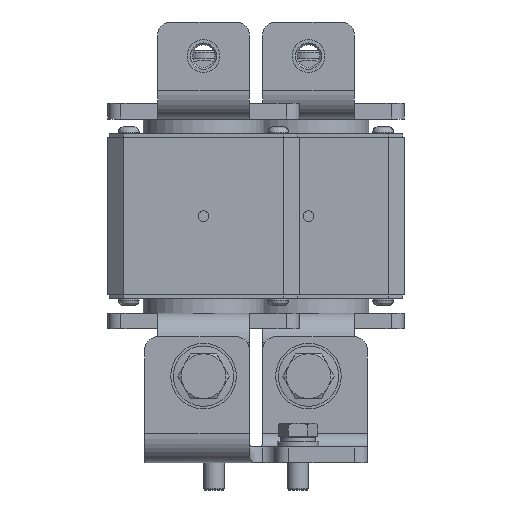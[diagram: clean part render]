
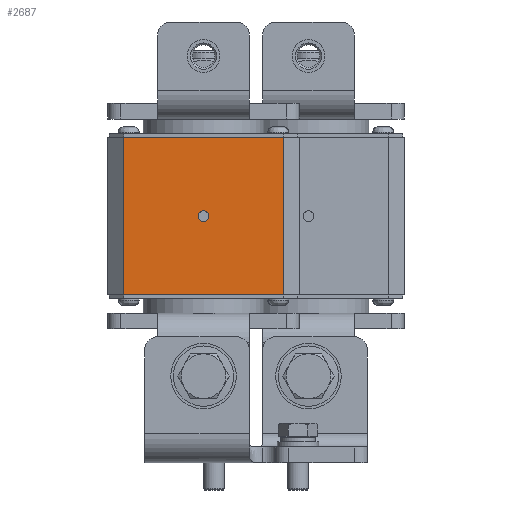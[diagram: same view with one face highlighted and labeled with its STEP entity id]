
A CAD part, front view. The second image highlights one B-rep face of the part: STEP entity #2687.
In plain terms, the highlighted planar face has unit normal (0, -1, 0).
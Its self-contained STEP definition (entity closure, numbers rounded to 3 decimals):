
#2687=ADVANCED_FACE('',(#5157,#5158),#3187,.T.);
#3187=PLANE('',#13375);
#3819=LINE('',#20051,#4521);
#3842=LINE('',#20098,#4544);
#3856=LINE('',#20267,#4558);
#3857=LINE('',#20268,#4559);
#4521=VECTOR('',#16086,1.);
#4544=VECTOR('',#16111,1.);
#4558=VECTOR('',#16181,1.);
#4559=VECTOR('',#16182,1.);
#5157=FACE_BOUND('',#6116,.T.);
#5158=FACE_BOUND('',#6117,.T.);
#6116=EDGE_LOOP('',(#8521));
#6117=EDGE_LOOP('',(#8522,#8523,#8524,#8525));
#8521=ORIENTED_EDGE('',*,*,#11472,.F.);
#8522=ORIENTED_EDGE('',*,*,#11473,.F.);
#8523=ORIENTED_EDGE('',*,*,#11424,.T.);
#8524=ORIENTED_EDGE('',*,*,#11474,.F.);
#8525=ORIENTED_EDGE('',*,*,#11447,.T.);
#10094=VERTEX_POINT('',#20050);
#10095=VERTEX_POINT('',#20052);
#10117=VERTEX_POINT('',#20097);
#10118=VERTEX_POINT('',#20099);
#10132=VERTEX_POINT('',#20266);
#11424=EDGE_CURVE('',#10095,#10094,#3819,.T.);
#11447=EDGE_CURVE('',#10118,#10117,#3842,.T.);
#11472=EDGE_CURVE('',#10132,#10132,#12274,.T.);
#11473=EDGE_CURVE('',#10095,#10117,#3856,.T.);
#11474=EDGE_CURVE('',#10118,#10094,#3857,.T.);
#12274=CIRCLE('',#13374,2.);
#13374=AXIS2_PLACEMENT_3D('',#20265,#16179,#16180);
#13375=AXIS2_PLACEMENT_3D('',#20269,#16183,#16184);
#16086=DIRECTION('',(-1.,0.,0.));
#16111=DIRECTION('',(1.,0.,0.));
#16179=DIRECTION('',(0.,-1.,0.));
#16180=DIRECTION('',(1.,0.,0.));
#16181=DIRECTION('',(0.,0.,-1.));
#16182=DIRECTION('',(0.,0.,1.));
#16183=DIRECTION('',(0.,-1.,0.));
#16184=DIRECTION('',(0.,0.,1.));
#20050=CARTESIAN_POINT('',(-149.5,-32.,124.));
#20051=CARTESIAN_POINT('',(-81.,-32.,124.));
#20052=CARTESIAN_POINT('',(-88.5,-32.,124.));
#20097=CARTESIAN_POINT('',(-88.5,-32.,64.));
#20098=CARTESIAN_POINT('',(-119.,-32.,64.));
#20099=CARTESIAN_POINT('',(-149.5,-32.,64.));
#20265=CARTESIAN_POINT('',(-119.,-32.,94.));
#20266=CARTESIAN_POINT('',(-117.,-32.,94.));
#20267=CARTESIAN_POINT('',(-88.5,-32.,94.));
#20268=CARTESIAN_POINT('',(-149.5,-32.,94.));
#20269=CARTESIAN_POINT('',(-81.,-32.,94.));
